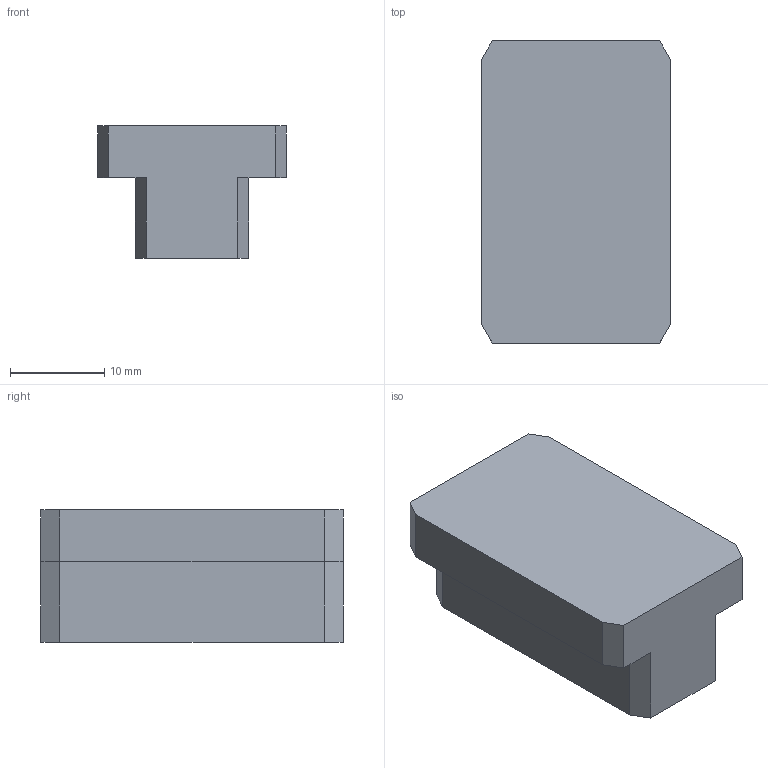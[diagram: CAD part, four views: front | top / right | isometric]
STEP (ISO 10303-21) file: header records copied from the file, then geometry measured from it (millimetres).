
FILE_DESCRIPTION(('STEP AP214'),'1');
FILE_NAME(' ',' ',('TraceParts'),('TraceParts S.A.'),'XStep 1.0',' ',' ');
FILE_SCHEMA(('automotive_design'));
Length unit declared in the file: millimetre
Products named in the file (1): 1
Bounding box: 20 x 32 x 14 mm (x, y, z)
Volume: 6719.3 mm3; surface area: 2543.4 mm2
Topology: 1 solids, 1 shells, 18 faces, 48 edges, 32 vertices
Faces by surface type: plane 18
Entity records: 1120 total; most frequent: STYLED_ITEM 99, PRESENTATION_STYLE_ASSIGNMENT 99, CARTESIAN_POINT 99, COLOUR_RGB 99, ORIENTED_EDGE 96, DIRECTION 86, EDGE_CURVE 48, CURVE_STYLE 48
